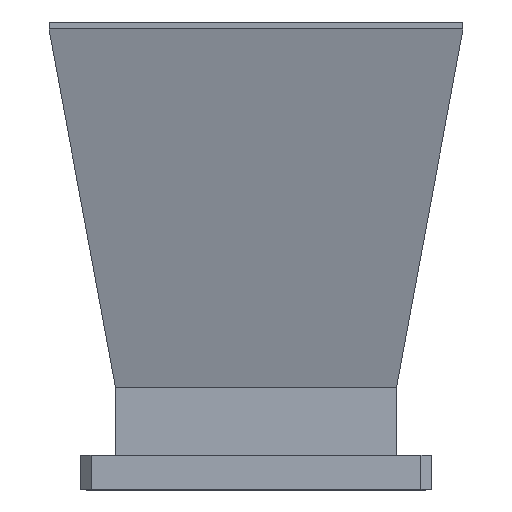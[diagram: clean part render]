
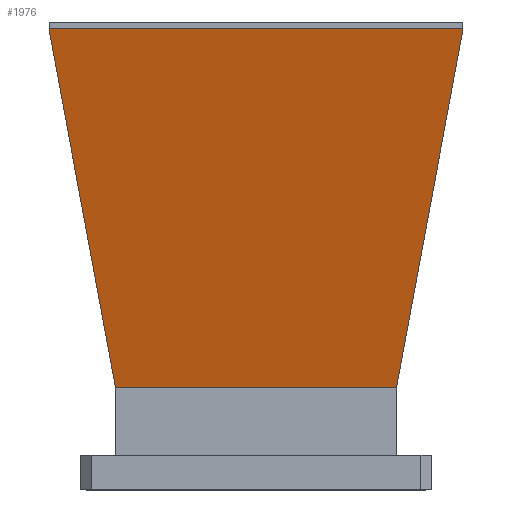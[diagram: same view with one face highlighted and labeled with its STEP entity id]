
A CAD part, left-side view. The second image highlights one B-rep face of the part: STEP entity #1976.
In plain terms, the highlighted planar face has unit normal (-0.966, 0, -0.258).
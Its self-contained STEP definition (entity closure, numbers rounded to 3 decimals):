
#35 = CARTESIAN_POINT ( 'NONE',  ( -46.391, 57.378, 148.304 ) ) ;
#103 = ORIENTED_EDGE ( 'NONE', *, *, #2044, .T. ) ;
#139 = AXIS2_PLACEMENT_3D ( 'NONE', #595, #1662, #1823 ) ;
#172 = ORIENTED_EDGE ( 'NONE', *, *, #1860, .T. ) ;
#187 = EDGE_CURVE ( 'NONE', #828, #1020, #371, .T. ) ;
#252 = CARTESIAN_POINT ( 'NONE',  ( -46.391, -57.378, 148.304 ) ) ;
#278 = CARTESIAN_POINT ( 'NONE',  ( -46.611, 57.378, 149.125 ) ) ;
#309 = CARTESIAN_POINT ( 'NONE',  ( -20.02, -39.07, 49.606 ) ) ;
#371 = LINE ( 'NONE', #1081, #1618 ) ;
#385 = EDGE_CURVE ( 'NONE', #1818, #1862, #2267, .T. ) ;
#422 = DIRECTION ( 'NONE',  ( 0.258, 0., -0.966 ) ) ;
#428 = CARTESIAN_POINT ( 'NONE',  ( -46.391, -57.378, 148.304 ) ) ;
#478 = ORIENTED_EDGE ( 'NONE', *, *, #385, .T. ) ;
#482 = VECTOR ( 'NONE', #422, 1000. ) ;
#485 = DIRECTION ( 'NONE',  ( 0., -1., 0. ) ) ;
#595 = CARTESIAN_POINT ( 'NONE',  ( -33.411, 0., 99.724 ) ) ;
#608 = CARTESIAN_POINT ( 'NONE',  ( -20.051, -39.07, 49.724 ) ) ;
#664 = CARTESIAN_POINT ( 'NONE',  ( -46.611, 0., 149.125 ) ) ;
#738 = VECTOR ( 'NONE', #1315, 1000. ) ;
#751 = EDGE_LOOP ( 'NONE', ( #478, #809, #1532, #103, #1228, #172, #1418, #1416 ) ) ;
#773 = VECTOR ( 'NONE', #774, 1000. ) ;
#774 = DIRECTION ( 'NONE',  ( -0.254, -0.177, 0.951 ) ) ;
#809 = ORIENTED_EDGE ( 'NONE', *, *, #884, .T. ) ;
#821 = DIRECTION ( 'NONE',  ( 0.258, 0., -0.966 ) ) ;
#828 = VERTEX_POINT ( 'NONE', #309 ) ;
#833 = CARTESIAN_POINT ( 'NONE',  ( -20.02, 0., 49.606 ) ) ;
#853 = VERTEX_POINT ( 'NONE', #1926 ) ;
#873 = VERTEX_POINT ( 'NONE', #1772 ) ;
#878 = EDGE_CURVE ( 'NONE', #1031, #2177, #2314, .T. ) ;
#884 = EDGE_CURVE ( 'NONE', #1862, #1031, #1039, .T. ) ;
#917 = LINE ( 'NONE', #1121, #482 ) ;
#951 = FACE_OUTER_BOUND ( 'NONE', #751, .T. ) ;
#954 = LINE ( 'NONE', #608, #773 ) ;
#1020 = VERTEX_POINT ( 'NONE', #2005 ) ;
#1031 = VERTEX_POINT ( 'NONE', #278 ) ;
#1039 = LINE ( 'NONE', #664, #1218 ) ;
#1081 = CARTESIAN_POINT ( 'NONE',  ( -20.02, -39.07, 49.606 ) ) ;
#1121 = CARTESIAN_POINT ( 'NONE',  ( -20.051, 39.07, 49.724 ) ) ;
#1146 = DIRECTION ( 'NONE',  ( -0.258, 0., 0.966 ) ) ;
#1199 = CARTESIAN_POINT ( 'NONE',  ( -46.611, 57.378, 149.125 ) ) ;
#1218 = VECTOR ( 'NONE', #1400, 1000. ) ;
#1228 = ORIENTED_EDGE ( 'NONE', *, *, #2022, .T. ) ;
#1273 = VECTOR ( 'NONE', #485, 1000. ) ;
#1315 = DIRECTION ( 'NONE',  ( 0.254, -0.177, -0.951 ) ) ;
#1328 = CARTESIAN_POINT ( 'NONE',  ( -46.391, 57.378, 148.304 ) ) ;
#1392 = VECTOR ( 'NONE', #1146, 1000. ) ;
#1400 = DIRECTION ( 'NONE',  ( 0., 1., 0. ) ) ;
#1416 = ORIENTED_EDGE ( 'NONE', *, *, #2091, .T. ) ;
#1418 = ORIENTED_EDGE ( 'NONE', *, *, #187, .T. ) ;
#1470 = LINE ( 'NONE', #35, #738 ) ;
#1477 = PLANE ( 'NONE',  #139 ) ;
#1532 = ORIENTED_EDGE ( 'NONE', *, *, #878, .T. ) ;
#1562 = LINE ( 'NONE', #833, #1273 ) ;
#1618 = VECTOR ( 'NONE', #1980, 1000. ) ;
#1662 = DIRECTION ( 'NONE',  ( -0.966, 0., -0.258 ) ) ;
#1772 = CARTESIAN_POINT ( 'NONE',  ( -20.02, 39.07, 49.606 ) ) ;
#1818 = VERTEX_POINT ( 'NONE', #252 ) ;
#1823 = DIRECTION ( 'NONE',  ( -0.258, 0., 0.966 ) ) ;
#1860 = EDGE_CURVE ( 'NONE', #873, #828, #1562, .T. ) ;
#1862 = VERTEX_POINT ( 'NONE', #2097 ) ;
#1926 = CARTESIAN_POINT ( 'NONE',  ( -20.051, 39.07, 49.724 ) ) ;
#1941 = VECTOR ( 'NONE', #821, 1000. ) ;
#1976 = ADVANCED_FACE ( 'NONE', ( #951 ), #1477, .T. ) ;
#1980 = DIRECTION ( 'NONE',  ( -0.258, 0., 0.966 ) ) ;
#2005 = CARTESIAN_POINT ( 'NONE',  ( -20.051, -39.07, 49.724 ) ) ;
#2022 = EDGE_CURVE ( 'NONE', #853, #873, #917, .T. ) ;
#2044 = EDGE_CURVE ( 'NONE', #2177, #853, #1470, .T. ) ;
#2091 = EDGE_CURVE ( 'NONE', #1020, #1818, #954, .T. ) ;
#2097 = CARTESIAN_POINT ( 'NONE',  ( -46.611, -57.378, 149.125 ) ) ;
#2177 = VERTEX_POINT ( 'NONE', #1328 ) ;
#2267 = LINE ( 'NONE', #428, #1392 ) ;
#2314 = LINE ( 'NONE', #1199, #1941 ) ;
